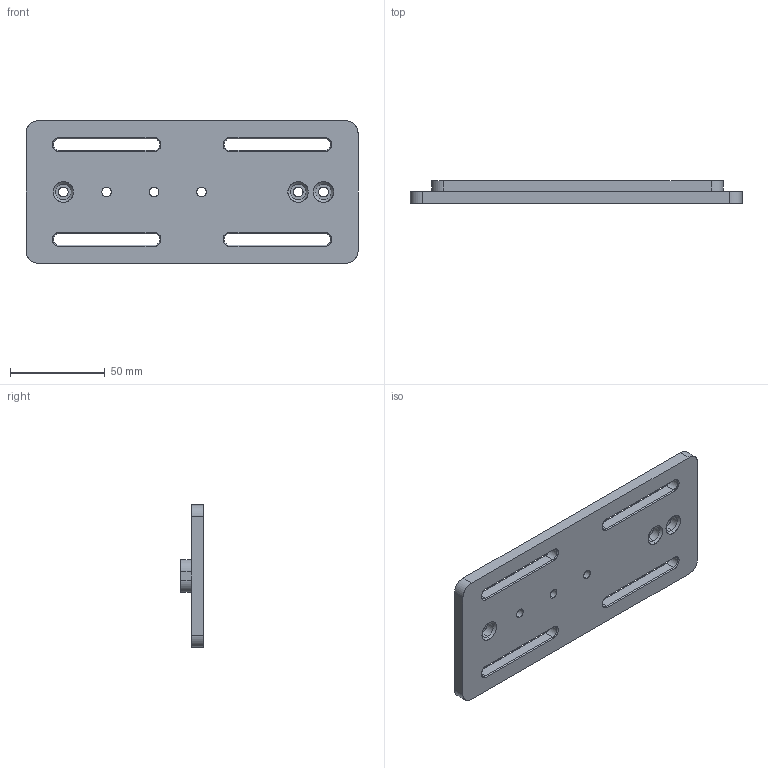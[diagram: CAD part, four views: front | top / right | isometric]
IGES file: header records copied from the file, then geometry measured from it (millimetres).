
Start section: SolidWorks IGES file using analytic representation for surfaces
Global section: file name: Web Model 59795_Default.igs; native system: SolidWorks 2018; preprocessor: SolidWorks 2018; author: NDamraksa; date: 200403.092048; units: inch
Bounding box: 175.01 x 11.94 x 75.01 mm (x, y, z)
Surface area: 32140.7 mm2 (no closed solid volume)
Topology: 0 solids, 0 shells, 106 faces, 1392 edges, 1392 vertices
Faces by surface type: revolution 68, bspline 38
